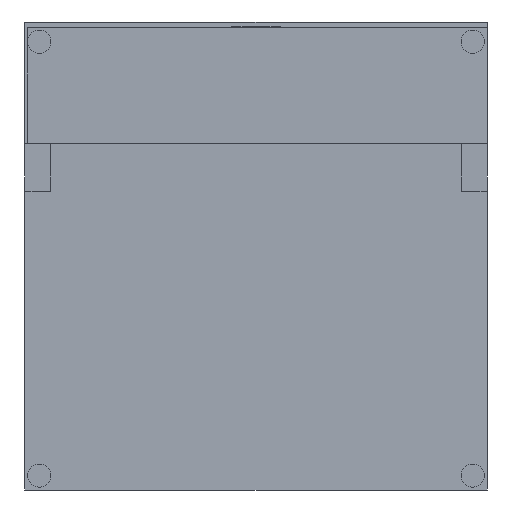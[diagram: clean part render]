
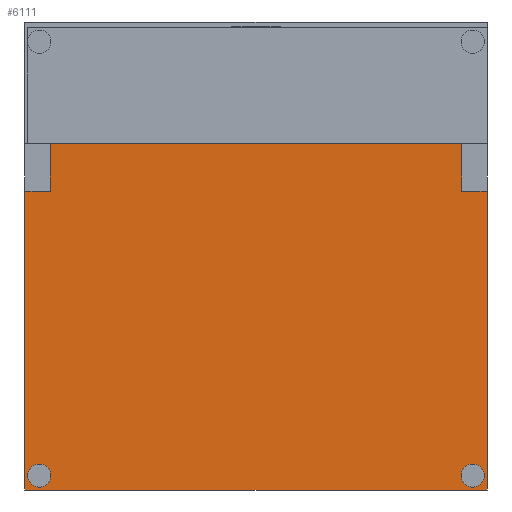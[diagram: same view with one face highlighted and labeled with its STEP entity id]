
A CAD part, front view. The second image highlights one B-rep face of the part: STEP entity #6111.
In plain terms, the highlighted planar face has unit normal (0, -1, 0).
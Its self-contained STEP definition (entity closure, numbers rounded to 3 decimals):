
#382=FACE_OUTER_BOUND('',#752,.T.);
#752=EDGE_LOOP('',(#4091,#4092,#4093,#4094,#4095,#4096,#4097,#4098));
#1132=LINE('',#8944,#1835);
#1136=LINE('',#8952,#1839);
#1141=LINE('',#8961,#1844);
#1142=LINE('',#8964,#1845);
#1147=LINE('',#8973,#1850);
#1148=LINE('',#8977,#1851);
#1152=LINE('',#8984,#1855);
#1154=LINE('',#8987,#1857);
#1835=VECTOR('',#7111,10.);
#1839=VECTOR('',#7117,10.);
#1844=VECTOR('',#7128,10.);
#1845=VECTOR('',#7131,10.);
#1850=VECTOR('',#7138,10.);
#1851=VECTOR('',#7141,10.);
#1855=VECTOR('',#7147,10.);
#1857=VECTOR('',#7151,10.);
#2534=VERTEX_POINT('',#8941);
#2535=VERTEX_POINT('',#8943);
#2537=VERTEX_POINT('',#8949);
#2538=VERTEX_POINT('',#8951);
#2540=VERTEX_POINT('',#8963);
#2543=VERTEX_POINT('',#8971);
#2544=VERTEX_POINT('',#8975);
#2545=VERTEX_POINT('',#8976);
#3142=EDGE_CURVE('',#2535,#2534,#1132,.T.);
#3146=EDGE_CURVE('',#2537,#2538,#1136,.T.);
#3151=EDGE_CURVE('',#2534,#2538,#1141,.T.);
#3152=EDGE_CURVE('',#2535,#2540,#1142,.T.);
#3157=EDGE_CURVE('',#2543,#2537,#1147,.T.);
#3158=EDGE_CURVE('',#2544,#2545,#1148,.T.);
#3162=EDGE_CURVE('',#2540,#2544,#1152,.T.);
#3164=EDGE_CURVE('',#2545,#2543,#1154,.T.);
#4091=ORIENTED_EDGE('',*,*,#3164,.F.);
#4092=ORIENTED_EDGE('',*,*,#3158,.F.);
#4093=ORIENTED_EDGE('',*,*,#3162,.F.);
#4094=ORIENTED_EDGE('',*,*,#3152,.F.);
#4095=ORIENTED_EDGE('',*,*,#3142,.T.);
#4096=ORIENTED_EDGE('',*,*,#3151,.T.);
#4097=ORIENTED_EDGE('',*,*,#3146,.F.);
#4098=ORIENTED_EDGE('',*,*,#3157,.F.);
#5820=PLANE('',#6538);
#6111=ADVANCED_FACE('',(#382),#5820,.F.);
#6538=AXIS2_PLACEMENT_3D('',#8990,#7155,#7156);
#7111=DIRECTION('',(0.,0.,1.));
#7117=DIRECTION('',(0.,0.,1.));
#7128=DIRECTION('',(-1.,0.,0.));
#7131=DIRECTION('',(1.,0.,0.));
#7138=DIRECTION('',(1.,0.,0.));
#7141=DIRECTION('',(-1.,0.,0.));
#7147=DIRECTION('',(0.,0.,-1.));
#7151=DIRECTION('',(0.,0.,1.));
#7155=DIRECTION('center_axis',(0.,1.,0.));
#7156=DIRECTION('ref_axis',(0.,0.,1.));
#8941=CARTESIAN_POINT('',(356.,0.,341.5));
#8943=CARTESIAN_POINT('',(356.,0.,258.5));
#8944=CARTESIAN_POINT('',(356.,0.,258.5));
#8949=CARTESIAN_POINT('',(-356.,0.,258.5));
#8951=CARTESIAN_POINT('',(-356.,0.,341.5));
#8952=CARTESIAN_POINT('',(-356.,0.,258.5));
#8961=CARTESIAN_POINT('',(-178.,0.,341.5));
#8963=CARTESIAN_POINT('',(400.,0.,258.5));
#8964=CARTESIAN_POINT('',(-400.,0.,258.5));
#8971=CARTESIAN_POINT('',(-400.,0.,258.5));
#8973=CARTESIAN_POINT('',(-400.,0.,258.5));
#8975=CARTESIAN_POINT('',(400.,0.,-258.5));
#8976=CARTESIAN_POINT('',(-400.,0.,-258.5));
#8977=CARTESIAN_POINT('',(400.,0.,-258.5));
#8984=CARTESIAN_POINT('',(400.,0.,258.5));
#8987=CARTESIAN_POINT('',(-400.,0.,-258.5));
#8990=CARTESIAN_POINT('Origin',(0.,0.,0.));
